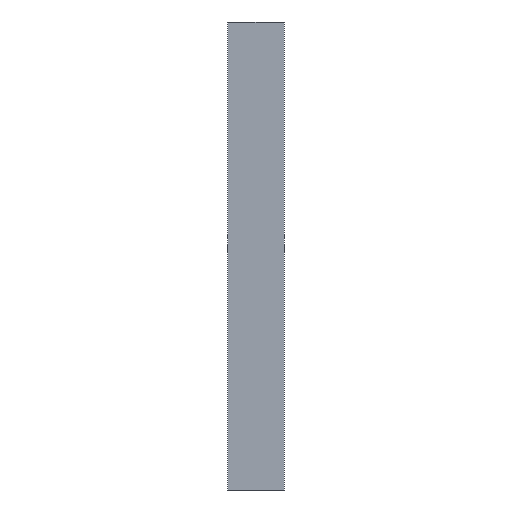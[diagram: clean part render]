
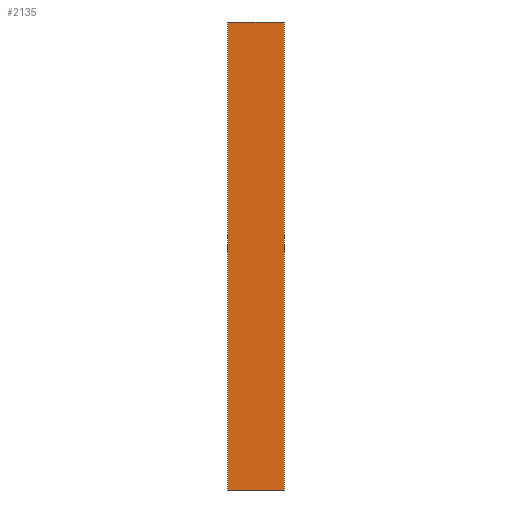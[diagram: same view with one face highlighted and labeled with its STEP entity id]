
A CAD part, front view. The second image highlights one B-rep face of the part: STEP entity #2135.
In plain terms, the highlighted planar face has unit normal (0, -1, 0).
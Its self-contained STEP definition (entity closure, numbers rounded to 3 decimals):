
#1479=DIRECTION('',(1.,0.,0.));
#1480=VECTOR('',#1479,240.);
#1481=CARTESIAN_POINT('',(-120.,0.,0.));
#1482=LINE('',#1481,#1480);
#1551=DIRECTION('',(0.,0.,-1.));
#1552=VECTOR('',#1551,2000.);
#1553=CARTESIAN_POINT('',(-120.,0.,0.));
#1554=LINE('',#1553,#1552);
#1555=DIRECTION('',(0.,0.,-1.));
#1556=VECTOR('',#1555,2000.);
#1557=CARTESIAN_POINT('',(120.,0.,0.));
#1558=LINE('',#1557,#1556);
#1663=DIRECTION('',(1.,0.,0.));
#1664=VECTOR('',#1663,240.);
#1665=CARTESIAN_POINT('',(-120.,0.,-2000.));
#1666=LINE('',#1665,#1664);
#1819=CARTESIAN_POINT('',(-120.,0.,0.));
#1820=CARTESIAN_POINT('',(120.,0.,0.));
#1821=VERTEX_POINT('',#1819);
#1822=VERTEX_POINT('',#1820);
#1843=CARTESIAN_POINT('',(-120.,0.,-2000.));
#1844=CARTESIAN_POINT('',(120.,0.,-2000.));
#1845=VERTEX_POINT('',#1843);
#1846=VERTEX_POINT('',#1844);
#2122=CARTESIAN_POINT('',(-120.,0.,0.));
#2123=DIRECTION('',(0.,-1.,0.));
#2124=DIRECTION('',(1.,0.,0.));
#2125=AXIS2_PLACEMENT_3D('',#2122,#2123,#2124);
#2126=PLANE('',#2125);
#2127=ORIENTED_EDGE('',*,*,#1974,.T.);
#2129=ORIENTED_EDGE('',*,*,#2128,.T.);
#2131=ORIENTED_EDGE('',*,*,#2130,.F.);
#2132=ORIENTED_EDGE('',*,*,#2114,.F.);
#2133=EDGE_LOOP('',(#2127,#2129,#2131,#2132));
#2134=FACE_OUTER_BOUND('',#2133,.F.);
#1974=EDGE_CURVE('',#1821,#1822,#1482,.T.);
#2114=EDGE_CURVE('',#1821,#1845,#1554,.T.);
#2128=EDGE_CURVE('',#1822,#1846,#1558,.T.);
#2130=EDGE_CURVE('',#1845,#1846,#1666,.T.);
#2135=ADVANCED_FACE('',(#2134),#2126,.T.);
